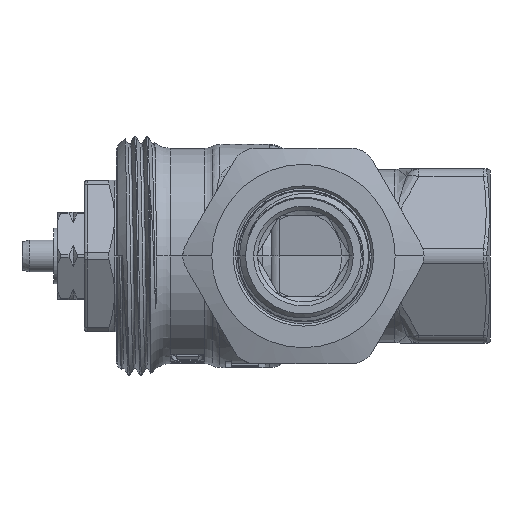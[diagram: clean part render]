
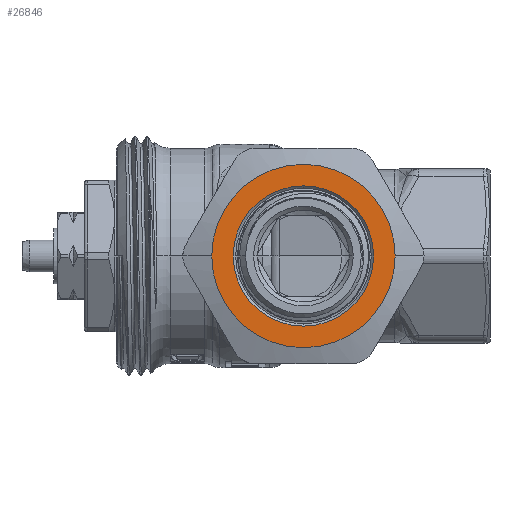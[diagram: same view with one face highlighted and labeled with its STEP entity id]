
A CAD part, left-side view. The second image highlights one B-rep face of the part: STEP entity #26846.
In plain terms, the highlighted planar face has unit normal (-1, 0, 0).
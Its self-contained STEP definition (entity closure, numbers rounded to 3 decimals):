
#5177=CARTESIAN_POINT('',(-32.25,0.,0.));
#5178=DIRECTION('',(-1.,0.,0.));
#5179=DIRECTION('',(0.,0.,1.));
#5180=AXIS2_PLACEMENT_3D('',#5177,#5178,#5179);
#5187=CARTESIAN_POINT('',(-32.25,0.,0.));
#5188=DIRECTION('',(-1.,0.,0.));
#5189=DIRECTION('',(0.,1.,0.));
#5190=AXIS2_PLACEMENT_3D('',#5187,#5188,#5189);
#5192=CARTESIAN_POINT('',(-32.25,0.,0.));
#5193=DIRECTION('',(-1.,0.,0.));
#5194=DIRECTION('',(0.,-1.,0.));
#5195=AXIS2_PLACEMENT_3D('',#5192,#5193,#5194);
#14451=CARTESIAN_POINT('',(-32.25,0.,0.));
#14452=DIRECTION('',(-1.,0.,0.));
#14453=DIRECTION('',(0.,0.,-1.));
#14454=AXIS2_PLACEMENT_3D('',#14451,#14452,#14453);
#20928=CARTESIAN_POINT('',(-32.25,11.5,0.));
#20929=CARTESIAN_POINT('',(-32.25,-11.5,0.));
#20930=VERTEX_POINT('',#20928);
#20931=VERTEX_POINT('',#20929);
#20954=CARTESIAN_POINT('',(-32.25,0.,8.8));
#20955=CARTESIAN_POINT('',(-32.25,0.,-8.8));
#20956=VERTEX_POINT('',#20954);
#20957=VERTEX_POINT('',#20955);
#26830=CARTESIAN_POINT('',(-32.25,0.,0.));
#26831=DIRECTION('',(-1.,0.,0.));
#26832=DIRECTION('',(0.,1.,0.));
#26833=AXIS2_PLACEMENT_3D('',#26830,#26831,#26832);
#26834=PLANE('',#26833);
#26836=ORIENTED_EDGE('',*,*,#26835,.F.);
#26838=ORIENTED_EDGE('',*,*,#26837,.F.);
#26839=EDGE_LOOP('',(#26836,#26838));
#26840=FACE_OUTER_BOUND('',#26839,.F.);
#26842=ORIENTED_EDGE('',*,*,#26841,.T.);
#26843=ORIENTED_EDGE('',*,*,#26820,.T.);
#26844=EDGE_LOOP('',(#26842,#26843));
#26845=FACE_BOUND('',#26844,.F.);
#26846=ADVANCED_FACE('',(#26840,#26845),#26834,.T.);
#5181=CIRCLE('',#5180,8.8);
#5191=CIRCLE('',#5190,11.5);
#5196=CIRCLE('',#5195,11.5);
#14455=CIRCLE('',#14454,8.8);
#26820=EDGE_CURVE('',#20956,#20957,#5181,.T.);
#26835=EDGE_CURVE('',#20930,#20931,#5191,.T.);
#26837=EDGE_CURVE('',#20931,#20930,#5196,.T.);
#26841=EDGE_CURVE('',#20957,#20956,#14455,.T.);
